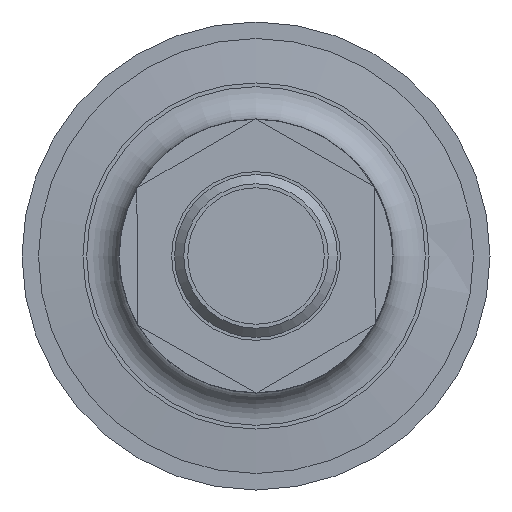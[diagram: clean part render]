
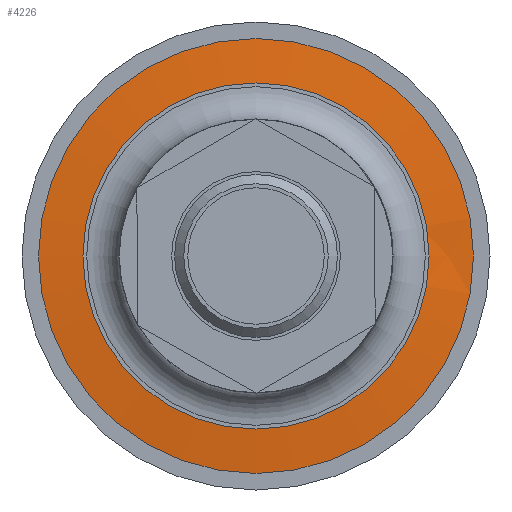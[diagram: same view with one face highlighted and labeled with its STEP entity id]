
A CAD part, front view. The second image highlights one B-rep face of the part: STEP entity #4226.
In plain terms, the highlighted toroidal (fillet/blend) face has major radius 25.503 mm and minor radius 18.961 mm.
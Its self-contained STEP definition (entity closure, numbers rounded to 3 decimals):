
#12=TOROIDAL_SURFACE($,#4552,25.502,18.961);
#1196=FACE_BOUND($,#1695,.T.);
#1425=FACE_OUTER_BOUND($,#1694,.T.);
#1694=EDGE_LOOP($,(#3963));
#1695=EDGE_LOOP($,(#3964));
#1809=CIRCLE($,#4551,26.95);
#1810=CIRCLE($,#4553,10.356);
#2207=VERTEX_POINT($,#10402);
#2208=VERTEX_POINT($,#10405);
#2794=EDGE_CURVE($,#2207,#2207,#1809,.T.);
#2795=EDGE_CURVE($,#2208,#2208,#1810,.T.);
#3963=ORIENTED_EDGE($,*,*,#2794,.T.);
#3964=ORIENTED_EDGE($,*,*,#2795,.F.);
#4226=ADVANCED_FACE($,(#1425,#1196),#12,.F.);
#4551=AXIS2_PLACEMENT_3D($,#10403,#5448,#5449);
#4552=AXIS2_PLACEMENT_3D($,#10404,#5450,#5451);
#4553=AXIS2_PLACEMENT_3D($,#10406,#5452,#5453);
#5448=DIRECTION('center_axis',(0.,-1.,0.));
#5449=DIRECTION('ref_axis',(1.,0.,0.));
#5450=DIRECTION('center_axis',(0.,-1.,0.));
#5451=DIRECTION('ref_axis',(0.,0.,-1.));
#5452=DIRECTION('center_axis',(0.,-1.,0.));
#5453=DIRECTION('ref_axis',(1.,0.,0.));
#10402=CARTESIAN_POINT('',(26.95,288.646,0.));
#10403=CARTESIAN_POINT('Origin',(0.,288.646,0.));
#10404=CARTESIAN_POINT('Origin',(0.,269.74,0.));
#10405=CARTESIAN_POINT('',(10.356,281.146,0.));
#10406=CARTESIAN_POINT('Origin',(0.,281.146,0.));
